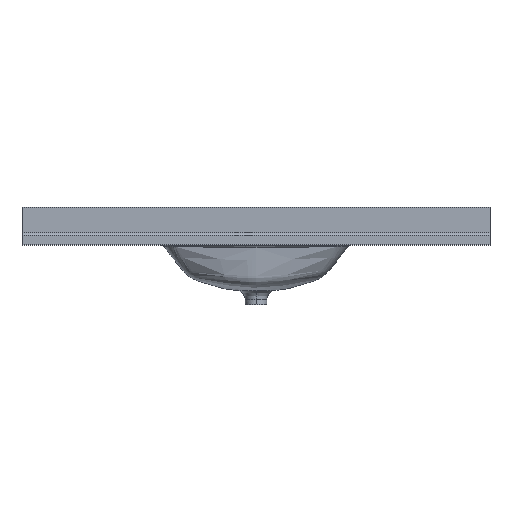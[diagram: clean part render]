
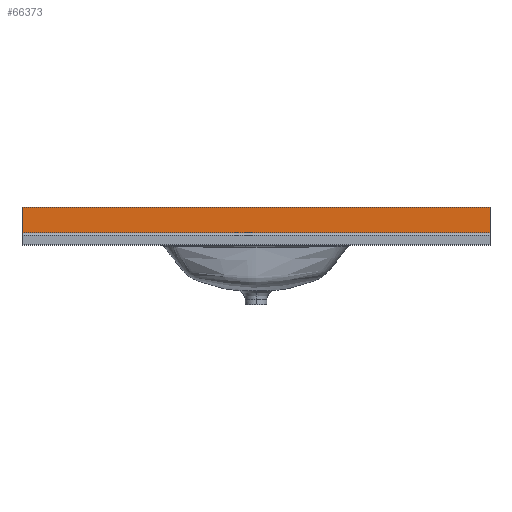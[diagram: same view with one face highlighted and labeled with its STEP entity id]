
A CAD part, top view. The second image highlights one B-rep face of the part: STEP entity #66373.
In plain terms, the highlighted planar face has unit normal (0, 0, 1).
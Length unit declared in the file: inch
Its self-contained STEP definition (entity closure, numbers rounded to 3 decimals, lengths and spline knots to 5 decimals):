
#1471 = VECTOR ( 'NONE', #67848, 39.37008 ) ;
#2276 = LINE ( 'NONE', #29718, #1471 ) ;
#4291 = DIRECTION ( 'NONE',  ( 0., -1., 0. ) ) ;
#8416 = CARTESIAN_POINT ( 'NONE',  ( -24.5, 3., -7. ) ) ;
#9314 = AXIS2_PLACEMENT_3D ( 'NONE', #18800, #40531, #62276 ) ;
#9652 = LINE ( 'NONE', #53128, #35453 ) ;
#13099 = PLANE ( 'NONE',  #9314 ) ;
#15345 = CARTESIAN_POINT ( 'NONE',  ( 24.5, 3., -7. ) ) ;
#15448 = EDGE_CURVE ( 'NONE', #27889, #66355, #33888, .T. ) ;
#17534 = ORIENTED_EDGE ( 'NONE', *, *, #26296, .F. ) ;
#18800 = CARTESIAN_POINT ( 'NONE',  ( -24.5, 3., -7. ) ) ;
#22274 = CARTESIAN_POINT ( 'NONE',  ( -24.5, 3., -7. ) ) ;
#23572 = ORIENTED_EDGE ( 'NONE', *, *, #15448, .T. ) ;
#26296 = EDGE_CURVE ( 'NONE', #31821, #51714, #57245, .T. ) ;
#26342 = VECTOR ( 'NONE', #62231, 39.37008 ) ;
#27889 = VERTEX_POINT ( 'NONE', #30149 ) ;
#29718 = CARTESIAN_POINT ( 'NONE',  ( 24.5, 3., -7. ) ) ;
#30149 = CARTESIAN_POINT ( 'NONE',  ( -24.5, 0.3, -7. ) ) ;
#31821 = VERTEX_POINT ( 'NONE', #22274 ) ;
#33888 = LINE ( 'NONE', #34242, #66290 ) ;
#34242 = CARTESIAN_POINT ( 'NONE',  ( -24.5, 0.3, -7. ) ) ;
#35453 = VECTOR ( 'NONE', #4291, 39.37008 ) ;
#35871 = EDGE_CURVE ( 'NONE', #51714, #66355, #2276, .T. ) ;
#40531 = DIRECTION ( 'NONE',  ( 0., 0., -1. ) ) ;
#41723 = ORIENTED_EDGE ( 'NONE', *, *, #49013, .T. ) ;
#42511 = ORIENTED_EDGE ( 'NONE', *, *, #35871, .F. ) ;
#45881 = CARTESIAN_POINT ( 'NONE',  ( 24.5, 0.3, -7. ) ) ;
#49013 = EDGE_CURVE ( 'NONE', #31821, #27889, #9652, .T. ) ;
#51229 = FACE_OUTER_BOUND ( 'NONE', #63555, .T. ) ;
#51714 = VERTEX_POINT ( 'NONE', #15345 ) ;
#53128 = CARTESIAN_POINT ( 'NONE',  ( -24.5, 3., -7. ) ) ;
#55992 = DIRECTION ( 'NONE',  ( 1., 0., 0. ) ) ;
#57245 = LINE ( 'NONE', #8416, #26342 ) ;
#62231 = DIRECTION ( 'NONE',  ( 1., 0., 0. ) ) ;
#62276 = DIRECTION ( 'NONE',  ( -1., 0., 0. ) ) ;
#63555 = EDGE_LOOP ( 'NONE', ( #41723, #23572, #42511, #17534 ) ) ;
#66290 = VECTOR ( 'NONE', #55992, 39.37008 ) ;
#66355 = VERTEX_POINT ( 'NONE', #45881 ) ;
#66373 = ADVANCED_FACE ( 'NONE', ( #51229 ), #13099, .F. ) ;
#67848 = DIRECTION ( 'NONE',  ( 0., -1., 0. ) ) ;
